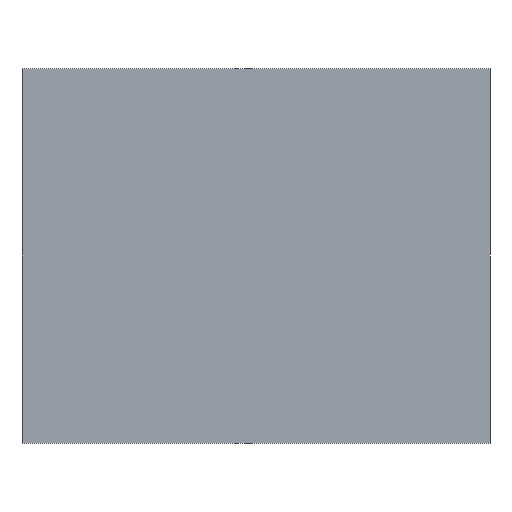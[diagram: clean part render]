
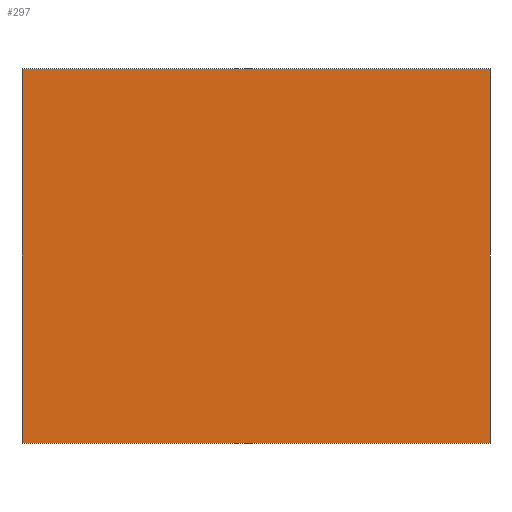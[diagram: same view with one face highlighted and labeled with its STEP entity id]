
A CAD part, front view. The second image highlights one B-rep face of the part: STEP entity #297.
In plain terms, the highlighted planar face has unit normal (0, -1, 0).
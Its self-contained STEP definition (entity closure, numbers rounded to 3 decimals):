
#20 = CARTESIAN_POINT ( 'NONE',  ( -500., 0., -400. ) ) ;
#24 = CARTESIAN_POINT ( 'NONE',  ( -500., 0., 400. ) ) ;
#79 = EDGE_CURVE ( 'NONE', #211, #196, #269, .T. ) ;
#117 = VECTOR ( 'NONE', #493, 1000. ) ;
#118 = ORIENTED_EDGE ( 'NONE', *, *, #142, .F. ) ;
#142 = EDGE_CURVE ( 'NONE', #196, #223, #156, .T. ) ;
#156 = LINE ( 'NONE', #185, #117 ) ;
#161 = LINE ( 'NONE', #538, #476 ) ;
#169 = PLANE ( 'NONE',  #337 ) ;
#181 = EDGE_LOOP ( 'NONE', ( #118, #455, #385, #308 ) ) ;
#184 = EDGE_CURVE ( 'NONE', #223, #207, #161, .T. ) ;
#185 = CARTESIAN_POINT ( 'NONE',  ( 500., 0., 400. ) ) ;
#196 = VERTEX_POINT ( 'NONE', #415 ) ;
#201 = CARTESIAN_POINT ( 'NONE',  ( 500., 0., -400. ) ) ;
#204 = EDGE_CURVE ( 'NONE', #207, #211, #497, .T. ) ;
#207 = VERTEX_POINT ( 'NONE', #20 ) ;
#211 = VERTEX_POINT ( 'NONE', #24 ) ;
#212 = VECTOR ( 'NONE', #456, 1000. ) ;
#223 = VERTEX_POINT ( 'NONE', #201 ) ;
#238 = CARTESIAN_POINT ( 'NONE',  ( -500., 0., 400. ) ) ;
#248 = CARTESIAN_POINT ( 'NONE',  ( 0., 0., 0. ) ) ;
#269 = LINE ( 'NONE', #238, #342 ) ;
#280 = DIRECTION ( 'NONE',  ( -1., 0., 0. ) ) ;
#285 = CARTESIAN_POINT ( 'NONE',  ( -500., 0., 400. ) ) ;
#297 = ADVANCED_FACE ( 'NONE', ( #379 ), #169, .T. ) ;
#308 = ORIENTED_EDGE ( 'NONE', *, *, #184, .F. ) ;
#337 = AXIS2_PLACEMENT_3D ( 'NONE', #248, #346, #420 ) ;
#342 = VECTOR ( 'NONE', #533, 1000. ) ;
#346 = DIRECTION ( 'NONE',  ( 0., -1., 0. ) ) ;
#379 = FACE_OUTER_BOUND ( 'NONE', #181, .T. ) ;
#385 = ORIENTED_EDGE ( 'NONE', *, *, #204, .F. ) ;
#415 = CARTESIAN_POINT ( 'NONE',  ( 500., 0., 400. ) ) ;
#420 = DIRECTION ( 'NONE',  ( 0., 0., -1. ) ) ;
#455 = ORIENTED_EDGE ( 'NONE', *, *, #79, .F. ) ;
#456 = DIRECTION ( 'NONE',  ( 0., 0., 1. ) ) ;
#476 = VECTOR ( 'NONE', #280, 1000. ) ;
#493 = DIRECTION ( 'NONE',  ( 0., 0., -1. ) ) ;
#497 = LINE ( 'NONE', #285, #212 ) ;
#533 = DIRECTION ( 'NONE',  ( 1., 0., 0. ) ) ;
#538 = CARTESIAN_POINT ( 'NONE',  ( -500., 0., -400. ) ) ;
